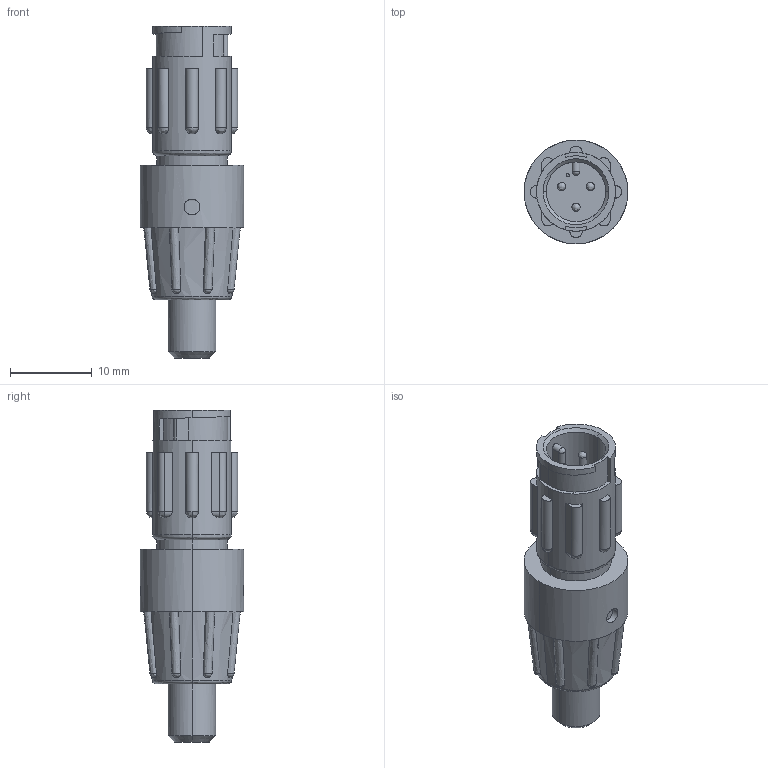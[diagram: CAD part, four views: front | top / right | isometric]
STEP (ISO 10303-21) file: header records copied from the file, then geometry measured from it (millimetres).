
FILE_DESCRIPTION (( 'STEP AP203' ), '1' );
FILE_NAME ('18280-3PG-315.STEP', '2013-11-21T14:46:42', ( 'J0FPBF1' ), ( '' ), 'SwSTEP 2.0', 'SolidWorks 2012', '' );
FILE_SCHEMA (( 'CONFIG_CONTROL_DESIGN' ));
Length unit declared in the file: inch
Products named in the file (1): 18280-3PG-315
Bounding box: 12.7 x 12.7 x 40.64 mm (x, y, z)
Volume: 2804.4 mm3; surface area: 1967.5 mm2
Topology: 1 solids, 1 shells, 162 faces, 453 edges, 299 vertices
Faces by surface type: cylinder 60, plane 60, bspline 36, cone 6
Entity records: 11672 total; most frequent: CARTESIAN_POINT 8000, ORIENTED_EDGE 886, DIRECTION 535, EDGE_CURVE 443, VERTEX_POINT 299, B_SPLINE_CURVE_WITH_KNOTS 233, AXIS2_PLACEMENT_3D 201, EDGE_LOOP 178
